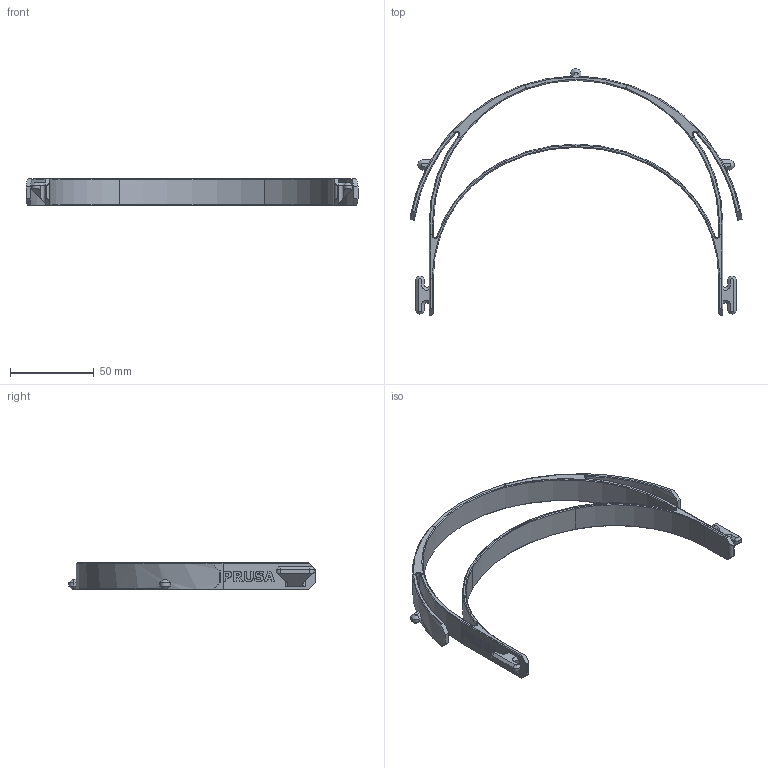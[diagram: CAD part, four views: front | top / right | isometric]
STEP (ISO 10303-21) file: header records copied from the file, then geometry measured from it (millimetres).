
FILE_DESCRIPTION(/* description */ (''),/* implementation_level */ '2;1');
FILE_NAME(/* name */ 'prusa-usa-rc3-novalabs.step',/* time_stamp */ '2020-05-10T21:04:37-04:00',/* author */ (''),/* organization */ (''),/* preprocessor_version */ 'ST-DEVELOPER v18.1',/* originating_system */ 'Autodesk Translation Framework v9.2.0.1227',/* authorisation */ '');
FILE_SCHEMA (('AUTOMOTIVE_DESIGN { 1 0 10303 214 3 1 1 }'));
Length unit declared in the file: millimetre
Products named in the file (1): nova labs radial
Bounding box: 197.88 x 146.96 x 16 mm (x, y, z)
Volume: 33096.2 mm3; surface area: 27516.1 mm2
Topology: 1 solids, 1 shells, 876 faces, 2373 edges, 1527 vertices
Faces by surface type: plane 587, bspline 194, cylinder 54, cone 41
Entity records: 29534 total; most frequent: CARTESIAN_POINT 8538, ORIENTED_EDGE 4746, DIRECTION 3623, EDGE_CURVE 2373, LINE 1887, VECTOR 1887, VERTEX_POINT 1527, EDGE_LOOP 906
